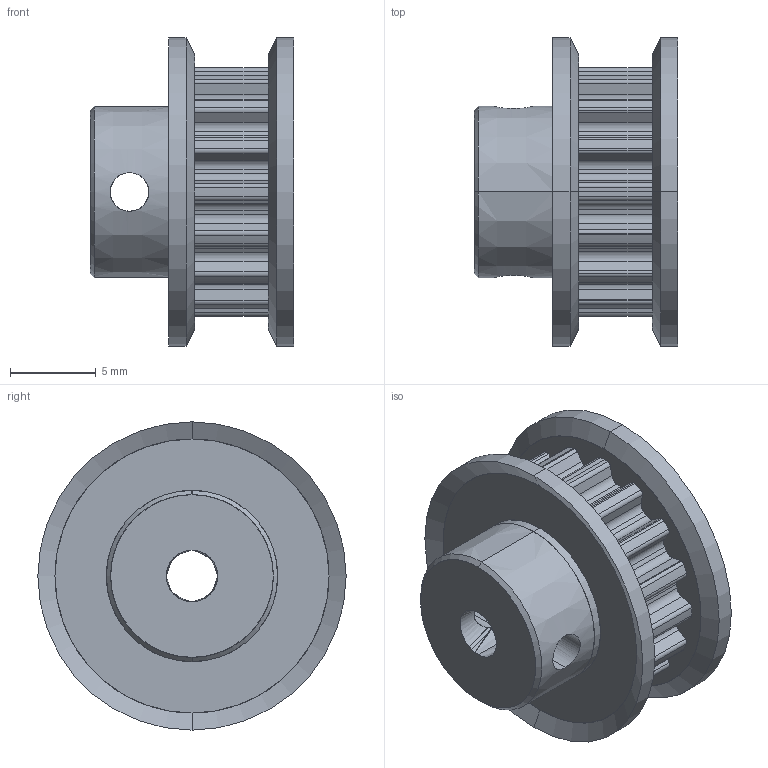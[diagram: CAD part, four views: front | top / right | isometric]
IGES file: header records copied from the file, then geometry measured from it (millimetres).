
Start section: SolidWorks IGES file using analytic representation for surfaces
Global section: file name: 16T_pulley.IGS; native system: SolidWorks 2009; preprocessor: SolidWorks 2009; author: Kurtis; date: 130921.144603; units: inch
Bounding box: 11.9 x 18 x 18 mm (x, y, z)
Surface area: 1828.2 mm2 (no closed solid volume)
Topology: 0 solids, 0 shells, 180 faces, 2070 edges, 2070 vertices
Faces by surface type: revolution 139, bspline 41
